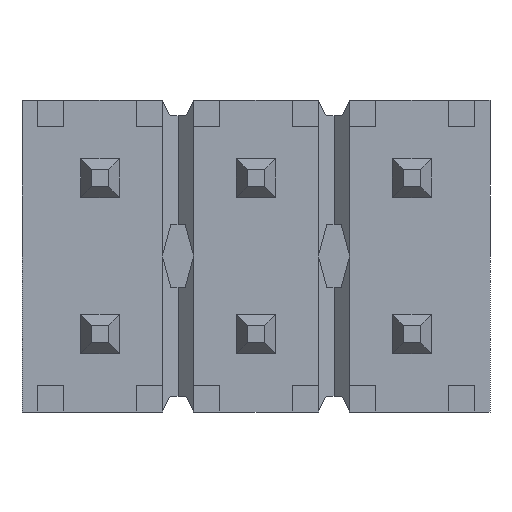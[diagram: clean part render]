
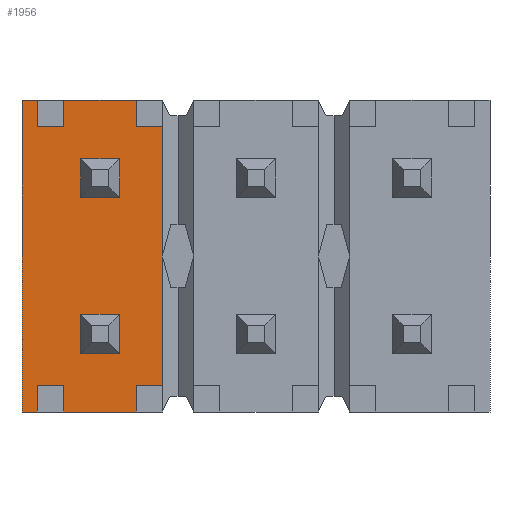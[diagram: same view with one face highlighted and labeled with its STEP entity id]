
A CAD part, front view. The second image highlights one B-rep face of the part: STEP entity #1956.
In plain terms, the highlighted planar face has unit normal (0, -1, 0).
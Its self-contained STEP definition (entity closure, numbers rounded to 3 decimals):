
#1088=VERTEX_POINT('',#1089);
#1089=CARTESIAN_POINT('',(-3.81,0.508,2.54));
#1095=EDGE_CURVE('',#1088,#1096,#1098,.F.);
#1096=VERTEX_POINT('',#1097);
#1097=CARTESIAN_POINT('',(-3.559,0.508,2.54));
#1098=LINE('',#1099,#1100);
#1099=CARTESIAN_POINT('',(-3.81,0.508,2.54));
#1100=VECTOR('',#1101,1.0);
#1101=DIRECTION('',(-1.0,0.0,0.0));
#1120=VERTEX_POINT('',#1121);
#1121=CARTESIAN_POINT('',(-3.127,0.508,2.54));
#1127=EDGE_CURVE('',#1120,#1128,#1130,.F.);
#1128=VERTEX_POINT('',#1129);
#1129=CARTESIAN_POINT('',(-1.953,0.508,2.54));
#1130=LINE('',#1131,#1132);
#1131=CARTESIAN_POINT('',(-3.81,0.508,2.54));
#1132=VECTOR('',#1133,1.0);
#1133=DIRECTION('',(-1.0,0.0,0.0));
#1165=EDGE_CURVE('',#1166,#1088,#1168,.F.);
#1166=VERTEX_POINT('',#1167);
#1167=CARTESIAN_POINT('',(-3.81,0.508,-2.54));
#1168=LINE('',#1169,#1170);
#1169=CARTESIAN_POINT('',(-3.81,0.508,-2.54));
#1170=VECTOR('',#1171,1.0);
#1171=DIRECTION('',(0.0,0.0,-1.0));
#1190=VERTEX_POINT('',#1191);
#1191=CARTESIAN_POINT('',(-2.858,0.508,-0.953));
#1197=EDGE_CURVE('',#1190,#1198,#1200,.T.);
#1198=VERTEX_POINT('',#1199);
#1199=CARTESIAN_POINT('',(-2.858,0.508,-1.588));
#1200=LINE('',#1201,#1202);
#1201=CARTESIAN_POINT('',(-2.858,0.508,-1.588));
#1202=VECTOR('',#1203,1.0);
#1203=DIRECTION('',(0.0,0.0,-1.0));
#1231=VERTEX_POINT('',#1232);
#1232=CARTESIAN_POINT('',(-3.127,0.508,-2.108));
#1238=EDGE_CURVE('',#1231,#1239,#1241,.T.);
#1239=VERTEX_POINT('',#1240);
#1240=CARTESIAN_POINT('',(-3.559,0.508,-2.108));
#1241=LINE('',#1242,#1243);
#1242=CARTESIAN_POINT('',(7.62,0.508,-2.108));
#1243=VECTOR('',#1244,1.0);
#1244=DIRECTION('',(-1.0,0.0,0.0));
#1260=EDGE_CURVE('',#1261,#1263,#1265,.F.);
#1261=VERTEX_POINT('',#1262);
#1262=CARTESIAN_POINT('',(-3.559,0.508,2.108));
#1263=VERTEX_POINT('',#1264);
#1264=CARTESIAN_POINT('',(-3.127,0.508,2.108));
#1265=LINE('',#1266,#1267);
#1266=CARTESIAN_POINT('',(7.62,0.508,2.108));
#1267=VECTOR('',#1268,1.0);
#1268=DIRECTION('',(-1.0,0.0,0.0));
#1362=EDGE_CURVE('',#1363,#1365,#1367,.T.);
#1363=VERTEX_POINT('',#1364);
#1364=CARTESIAN_POINT('',(-1.524,0.508,-2.108));
#1365=VERTEX_POINT('',#1366);
#1366=CARTESIAN_POINT('',(-1.953,0.508,-2.108));
#1367=LINE('',#1368,#1369);
#1368=CARTESIAN_POINT('',(7.62,0.508,-2.108));
#1369=VECTOR('',#1370,1.0);
#1370=DIRECTION('',(-1.0,0.0,0.0));
#1460=VERTEX_POINT('',#1461);
#1461=CARTESIAN_POINT('',(-1.953,0.508,2.108));
#1467=EDGE_CURVE('',#1460,#1468,#1470,.F.);
#1468=VERTEX_POINT('',#1469);
#1469=CARTESIAN_POINT('',(-1.524,0.508,2.108));
#1470=LINE('',#1471,#1472);
#1471=CARTESIAN_POINT('',(7.62,0.508,2.108));
#1472=VECTOR('',#1473,1.0);
#1473=DIRECTION('',(-1.0,0.0,0.0));
#1827=EDGE_CURVE('',#1128,#1460,#1828,.T.);
#1828=LINE('',#1829,#1830);
#1829=CARTESIAN_POINT('',(-1.953,0.508,5.08));
#1830=VECTOR('',#1831,1.0);
#1831=DIRECTION('',(0.0,0.0,-1.0));
#1945=EDGE_CURVE('',#1263,#1120,#1946,.F.);
#1946=LINE('',#1947,#1948);
#1947=CARTESIAN_POINT('',(-3.127,0.508,5.08));
#1948=VECTOR('',#1949,1.0);
#1949=DIRECTION('',(0.0,0.0,-1.0));
#1956=ADVANCED_FACE('',(#1957,#2024,#2058),#2083,.T.);
#1957=FACE_BOUND('',#1958,.T.);
#1958=EDGE_LOOP('',(#1959,#1967,#1968,#1976,#1984,#1990,#1991,#1999,#2005,#2006,#2007,#2008,#2009,#2010,#2016,#2017,#2018));
#1959=ORIENTED_EDGE('',*,*,#1960,.T.);
#1960=EDGE_CURVE('',#1961,#1239,#1963,.F.);
#1961=VERTEX_POINT('',#1962);
#1962=CARTESIAN_POINT('',(-3.559,0.508,-2.54));
#1963=LINE('',#1964,#1965);
#1964=CARTESIAN_POINT('',(-3.559,0.508,5.08));
#1965=VECTOR('',#1966,1.0);
#1966=DIRECTION('',(0.0,0.0,-1.0));
#1967=ORIENTED_EDGE('',*,*,#1238,.F.);
#1968=ORIENTED_EDGE('',*,*,#1969,.T.);
#1969=EDGE_CURVE('',#1231,#1970,#1972,.T.);
#1970=VERTEX_POINT('',#1971);
#1971=CARTESIAN_POINT('',(-3.127,0.508,-2.54));
#1972=LINE('',#1973,#1974);
#1973=CARTESIAN_POINT('',(-3.127,0.508,5.08));
#1974=VECTOR('',#1975,1.0);
#1975=DIRECTION('',(0.0,0.0,-1.0));
#1976=ORIENTED_EDGE('',*,*,#1977,.T.);
#1977=EDGE_CURVE('',#1970,#1978,#1980,.T.);
#1978=VERTEX_POINT('',#1979);
#1979=CARTESIAN_POINT('',(-1.953,0.508,-2.54));
#1980=LINE('',#1981,#1982);
#1981=CARTESIAN_POINT('',(3.81,0.508,-2.54));
#1982=VECTOR('',#1983,1.0);
#1983=DIRECTION('',(1.0,0.0,0.0));
#1984=ORIENTED_EDGE('',*,*,#1985,.T.);
#1985=EDGE_CURVE('',#1978,#1365,#1986,.F.);
#1986=LINE('',#1987,#1988);
#1987=CARTESIAN_POINT('',(-1.953,0.508,5.08));
#1988=VECTOR('',#1989,1.0);
#1989=DIRECTION('',(0.0,0.0,-1.0));
#1990=ORIENTED_EDGE('',*,*,#1362,.F.);
#1991=ORIENTED_EDGE('',*,*,#1992,.T.);
#1992=EDGE_CURVE('',#1363,#1993,#1995,.F.);
#1993=VERTEX_POINT('',#1994);
#1994=CARTESIAN_POINT('',(-1.524,0.508,0.));
#1995=LINE('',#1996,#1997);
#1996=CARTESIAN_POINT('',(-1.524,0.508,7.62));
#1997=VECTOR('',#1998,1.0);
#1998=DIRECTION('',(0.0,0.0,-1.0));
#1999=ORIENTED_EDGE('',*,*,#2000,.T.);
#2000=EDGE_CURVE('',#1993,#1468,#2001,.F.);
#2001=LINE('',#2002,#2003);
#2002=CARTESIAN_POINT('',(-1.524,0.508,7.62));
#2003=VECTOR('',#2004,1.0);
#2004=DIRECTION('',(0.0,0.0,-1.0));
#2005=ORIENTED_EDGE('',*,*,#1467,.F.);
#2006=ORIENTED_EDGE('',*,*,#1827,.F.);
#2007=ORIENTED_EDGE('',*,*,#1127,.F.);
#2008=ORIENTED_EDGE('',*,*,#1945,.F.);
#2009=ORIENTED_EDGE('',*,*,#1260,.F.);
#2010=ORIENTED_EDGE('',*,*,#2011,.T.);
#2011=EDGE_CURVE('',#1261,#1096,#2012,.F.);
#2012=LINE('',#2013,#2014);
#2013=CARTESIAN_POINT('',(-3.559,0.508,5.08));
#2014=VECTOR('',#2015,1.0);
#2015=DIRECTION('',(0.0,0.0,-1.0));
#2016=ORIENTED_EDGE('',*,*,#1095,.F.);
#2017=ORIENTED_EDGE('',*,*,#1165,.F.);
#2018=ORIENTED_EDGE('',*,*,#2019,.T.);
#2019=EDGE_CURVE('',#1166,#1961,#2020,.T.);
#2020=LINE('',#2021,#2022);
#2021=CARTESIAN_POINT('',(3.81,0.508,-2.54));
#2022=VECTOR('',#2023,1.0);
#2023=DIRECTION('',(1.0,0.0,0.0));
#2024=FACE_BOUND('',#2025,.T.);
#2025=EDGE_LOOP('',(#2026,#2036,#2044,#2052));
#2026=ORIENTED_EDGE('',*,*,#2027,.T.);
#2027=EDGE_CURVE('',#2028,#2030,#2032,.F.);
#2028=VERTEX_POINT('',#2029);
#2029=CARTESIAN_POINT('',(-2.858,0.508,0.953));
#2030=VERTEX_POINT('',#2031);
#2031=CARTESIAN_POINT('',(-2.858,0.508,1.588));
#2032=LINE('',#2033,#2034);
#2033=CARTESIAN_POINT('',(-2.858,0.508,0.953));
#2034=VECTOR('',#2035,1.0);
#2035=DIRECTION('',(0.0,0.0,-1.0));
#2036=ORIENTED_EDGE('',*,*,#2037,.T.);
#2037=EDGE_CURVE('',#2030,#2038,#2040,.F.);
#2038=VERTEX_POINT('',#2039);
#2039=CARTESIAN_POINT('',(-2.223,0.508,1.588));
#2040=LINE('',#2041,#2042);
#2041=CARTESIAN_POINT('',(-2.858,0.508,1.588));
#2042=VECTOR('',#2043,1.0);
#2043=DIRECTION('',(-1.0,0.0,0.0));
#2044=ORIENTED_EDGE('',*,*,#2045,.T.);
#2045=EDGE_CURVE('',#2038,#2046,#2048,.F.);
#2046=VERTEX_POINT('',#2047);
#2047=CARTESIAN_POINT('',(-2.223,0.508,0.953));
#2048=LINE('',#2049,#2050);
#2049=CARTESIAN_POINT('',(-2.223,0.508,1.588));
#2050=VECTOR('',#2051,1.0);
#2051=DIRECTION('',(0.0,0.0,1.0));
#2052=ORIENTED_EDGE('',*,*,#2053,.T.);
#2053=EDGE_CURVE('',#2046,#2028,#2054,.F.);
#2054=LINE('',#2055,#2056);
#2055=CARTESIAN_POINT('',(-2.223,0.508,0.953));
#2056=VECTOR('',#2057,1.0);
#2057=DIRECTION('',(1.0,0.0,0.0));
#2058=FACE_BOUND('',#2059,.T.);
#2059=EDGE_LOOP('',(#2060,#2061,#2069,#2077));
#2060=ORIENTED_EDGE('',*,*,#1197,.F.);
#2061=ORIENTED_EDGE('',*,*,#2062,.T.);
#2062=EDGE_CURVE('',#1190,#2063,#2065,.F.);
#2063=VERTEX_POINT('',#2064);
#2064=CARTESIAN_POINT('',(-2.223,0.508,-0.953));
#2065=LINE('',#2066,#2067);
#2066=CARTESIAN_POINT('',(-2.858,0.508,-0.953));
#2067=VECTOR('',#2068,1.0);
#2068=DIRECTION('',(-1.0,0.0,0.0));
#2069=ORIENTED_EDGE('',*,*,#2070,.T.);
#2070=EDGE_CURVE('',#2063,#2071,#2073,.F.);
#2071=VERTEX_POINT('',#2072);
#2072=CARTESIAN_POINT('',(-2.223,0.508,-1.588));
#2073=LINE('',#2074,#2075);
#2074=CARTESIAN_POINT('',(-2.223,0.508,-0.953));
#2075=VECTOR('',#2076,1.0);
#2076=DIRECTION('',(0.0,0.0,1.0));
#2077=ORIENTED_EDGE('',*,*,#2078,.T.);
#2078=EDGE_CURVE('',#2071,#1198,#2079,.F.);
#2079=LINE('',#2080,#2081);
#2080=CARTESIAN_POINT('',(-2.223,0.508,-1.588));
#2081=VECTOR('',#2082,1.0);
#2082=DIRECTION('',(1.0,0.0,0.0));
#2083=PLANE('',#2084);
#2084=AXIS2_PLACEMENT_3D('',#2085,#2086,#2087);
#2085=CARTESIAN_POINT('',(-3.559,0.508,5.08));
#2086=DIRECTION('',(0.0,-1.0,0.0));
#2087=DIRECTION('',(0.0,0.0,-1.0));
